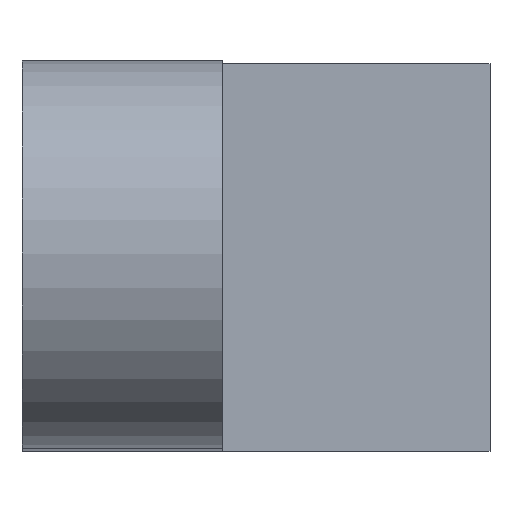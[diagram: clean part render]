
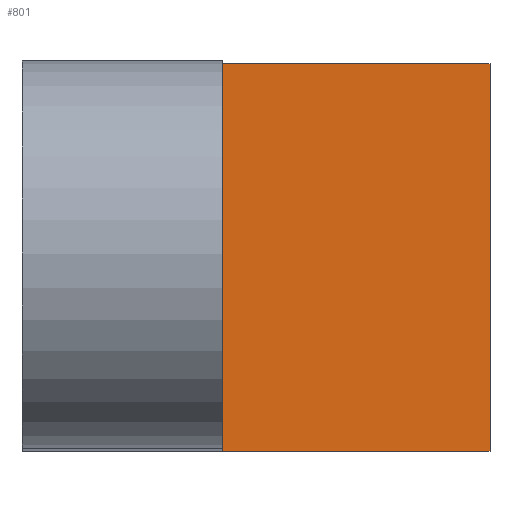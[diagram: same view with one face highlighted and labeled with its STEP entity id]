
A CAD part, top view. The second image highlights one B-rep face of the part: STEP entity #801.
In plain terms, the highlighted planar face has unit normal (0, 0, 1).
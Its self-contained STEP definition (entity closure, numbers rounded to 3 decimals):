
#155=DIRECTION('',(0.,-1.,0.));
#156=VECTOR('',#155,30.);
#157=CARTESIAN_POINT('',(36.25,15.,-72.495));
#158=LINE('',#157,#156);
#194=DIRECTION('',(1.,0.,0.));
#195=VECTOR('',#194,20.75);
#196=CARTESIAN_POINT('',(15.5,15.,-72.495));
#197=LINE('',#196,#195);
#233=DIRECTION('',(0.,-1.,0.));
#234=VECTOR('',#233,30.);
#235=CARTESIAN_POINT('',(15.5,15.,-72.495));
#236=LINE('',#235,#234);
#393=DIRECTION('',(1.,0.,0.));
#394=VECTOR('',#393,20.75);
#395=CARTESIAN_POINT('',(15.5,-15.,-72.495));
#396=LINE('',#395,#394);
#513=CARTESIAN_POINT('',(36.25,15.,-72.495));
#514=CARTESIAN_POINT('',(36.25,-15.,-72.495));
#515=VERTEX_POINT('',#513);
#516=VERTEX_POINT('',#514);
#517=CARTESIAN_POINT('',(15.5,15.,-72.495));
#518=CARTESIAN_POINT('',(15.5,-15.,-72.495));
#519=VERTEX_POINT('',#517);
#520=VERTEX_POINT('',#518);
#787=CARTESIAN_POINT('',(15.5,15.,-72.495));
#788=DIRECTION('',(0.,0.,1.));
#789=DIRECTION('',(0.,-1.,0.));
#790=AXIS2_PLACEMENT_3D('',#787,#788,#789);
#791=PLANE('',#790);
#793=ORIENTED_EDGE('',*,*,#792,.F.);
#795=ORIENTED_EDGE('',*,*,#794,.T.);
#796=ORIENTED_EDGE('',*,*,#764,.T.);
#798=ORIENTED_EDGE('',*,*,#797,.F.);
#799=EDGE_LOOP('',(#793,#795,#796,#798));
#800=FACE_OUTER_BOUND('',#799,.F.);
#801=ADVANCED_FACE('',(#800),#791,.T.);
#764=EDGE_CURVE('',#515,#516,#158,.T.);
#792=EDGE_CURVE('',#519,#520,#236,.T.);
#794=EDGE_CURVE('',#519,#515,#197,.T.);
#797=EDGE_CURVE('',#520,#516,#396,.T.);
